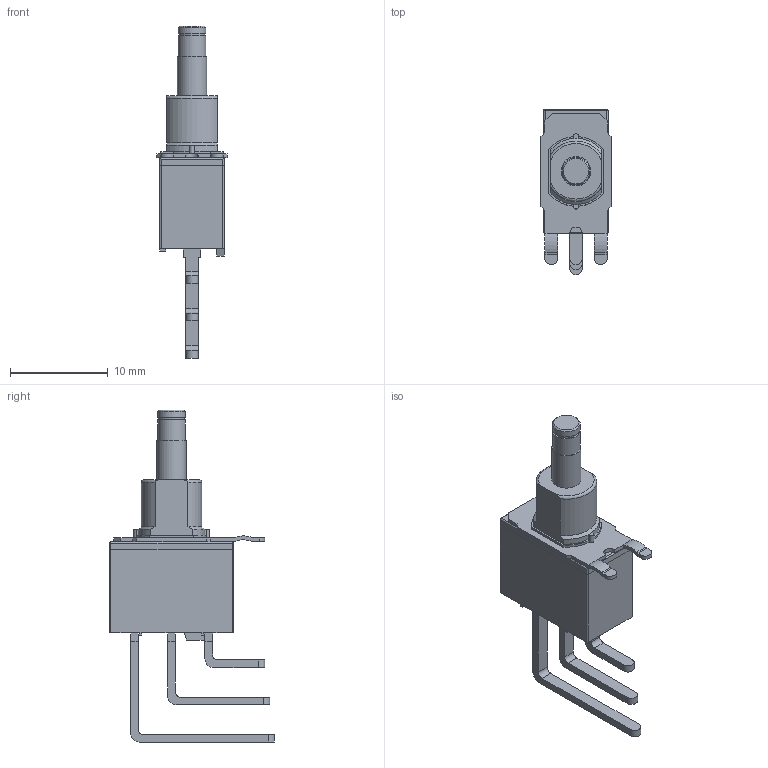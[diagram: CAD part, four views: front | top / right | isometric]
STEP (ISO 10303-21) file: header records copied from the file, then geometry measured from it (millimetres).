
FILE_DESCRIPTION(/* description */ (''),/* implementation_level */ '2;1');
FILE_NAME(/* name */ 'ELEC_Pushbutton_M2B15AA5A40-NR.iam.step',/* time_stamp */ '2015-01-02T19:31:39-08:00',/* author */ ('Philip'),/* organization */ (''),/* preprocessor_version */ 'ST-DEVELOPER v15.6',/* originating_system */ 'Autodesk Inventor 2015',/* authorisation */ '');
FILE_SCHEMA (('AUTOMOTIVE_DESIGN { 1 0 10303 214 3 1 1 }'));
Length unit declared in the file: inch
Products named in the file (6): _M2B1540body; _M2B15A40term; _M2B15A5bush; _M2B1540brac; _M2BAplu; ELEC_Pushbutton_M2B15AA5A40-NR
Assembly tree (5 placements, depth 2):
  ELEC_Pushbutton_M2B15AA5A40-NR
    _M2B1540body
    _M2B15A40term
    _M2B15A5bush
    _M2B1540brac
    _M2BAplu
Bounding box: 7.19 x 16.89 x 34.02 mm (x, y, z)
Volume: 1091.7 mm3; surface area: 1354.3 mm2
Topology: 5 solids, 5 shells, 166 faces, 438 edges, 289 vertices
Faces by surface type: plane 107, cylinder 54, cone 3, torus 2
Full cylindrical faces by diameter (mm): 2.642 x1, 2.845 x2, 2.997 x1
Entity records: 5291 total; most frequent: CARTESIAN_POINT 943, DIRECTION 892, ORIENTED_EDGE 866, EDGE_CURVE 433, LINE 312, VECTOR 312, AXIS2_PLACEMENT_3D 290, VERTEX_POINT 289
